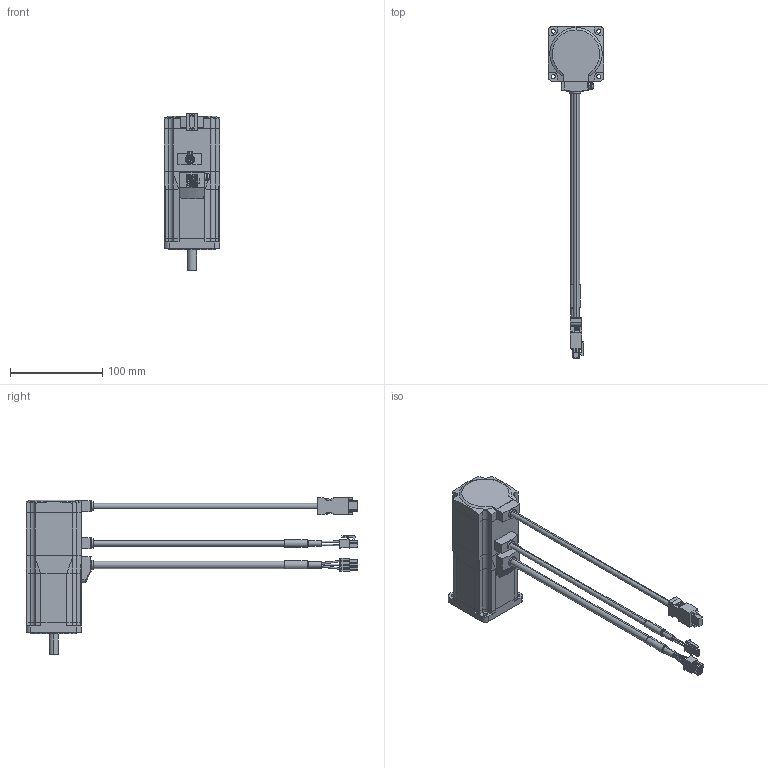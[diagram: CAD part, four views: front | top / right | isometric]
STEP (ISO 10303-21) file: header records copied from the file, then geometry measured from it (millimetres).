
FILE_DESCRIPTION (( 'STEP AP203' ), '1' );
FILE_NAME ('AZM69M0□-A50_.STEP', '2019-07-23T01:05:12', ( '' ), ( '' ), 'SwSTEP 2.0', 'SolidWorks 2017', '' );
FILE_SCHEMA (( 'CONFIG_CONTROL_DESIGN' ));
Length unit declared in the file: millimetre
Products named in the file (1): AZM69M0□-A50_
Bounding box: 60 x 360 x 170.4 mm (x, y, z)
Volume: 521344.6 mm3; surface area: 96172.6 mm2
Topology: 11 solids, 18 shells, 805 faces, 2129 edges, 1396 vertices
Faces by surface type: plane 650, cylinder 125, bspline 15, torus 11, cone 2, sphere 2
Entity records: 26201 total; most frequent: CARTESIAN_POINT 6060, ORIENTED_EDGE 4258, DIRECTION 3931, EDGE_CURVE 2129, LINE 1765, VECTOR 1765, VERTEX_POINT 1396, AXIS2_PLACEMENT_3D 1083
